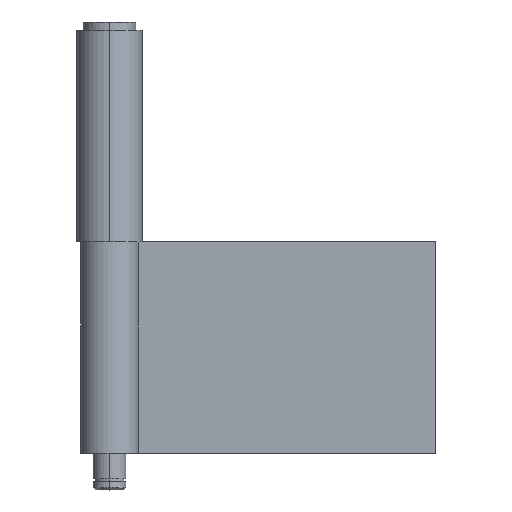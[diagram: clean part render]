
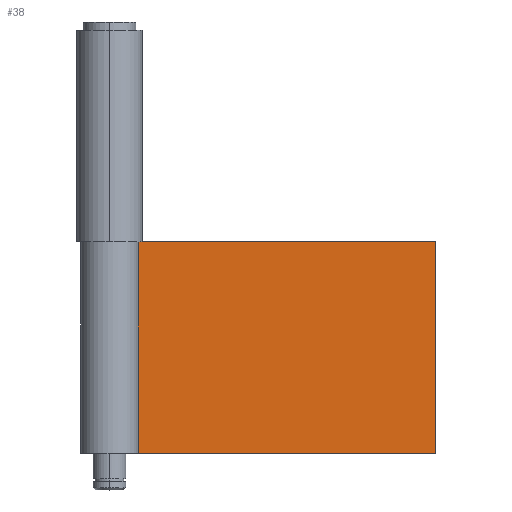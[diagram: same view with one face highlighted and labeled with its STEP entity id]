
A CAD part, top view. The second image highlights one B-rep face of the part: STEP entity #38.
In plain terms, the highlighted planar face has unit normal (0, 0, 1).
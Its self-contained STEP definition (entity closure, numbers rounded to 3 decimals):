
#23 = EDGE_LOOP ( 'NONE', ( #24, #25, #93, #94 ) ) ;
#24 = ORIENTED_EDGE ( 'NONE', *, *, #53, .T. ) ;
#25 = ORIENTED_EDGE ( 'NONE', *, *, #92, .F. ) ;
#38 = ADVANCED_FACE ( 'NONE', ( #197 ), #155, .F. ) ;
#39 = EDGE_CURVE ( 'NONE', #65, #66, #150, .T. ) ;
#48 = VERTEX_POINT ( 'NONE', #314 ) ;
#53 = EDGE_CURVE ( 'NONE', #66, #48, #309, .T. ) ;
#62 = VERTEX_POINT ( 'NONE', #290 ) ;
#65 = VERTEX_POINT ( 'NONE', #268 ) ;
#66 = VERTEX_POINT ( 'NONE', #267 ) ;
#92 = EDGE_CURVE ( 'NONE', #62, #48, #239, .T. ) ;
#93 = ORIENTED_EDGE ( 'NONE', *, *, #140, .F. ) ;
#94 = ORIENTED_EDGE ( 'NONE', *, *, #39, .T. ) ;
#140 = EDGE_CURVE ( 'NONE', #65, #62, #1001, .T. ) ;
#150 = LINE ( 'NONE', #156, #206 ) ;
#151 = DIRECTION ( 'NONE',  ( -1., 0., 0. ) ) ;
#152 = DIRECTION ( 'NONE',  ( 0., 0., -1. ) ) ;
#153 = CARTESIAN_POINT ( 'NONE',  ( 80., 52., -4.1 ) ) ;
#154 = AXIS2_PLACEMENT_3D ( 'NONE', #153, #152, #151 ) ;
#155 = PLANE ( 'NONE',  #154 ) ;
#156 = CARTESIAN_POINT ( 'NONE',  ( 5.797, 52., -4.1 ) ) ;
#197 = FACE_OUTER_BOUND ( 'NONE', #23, .T. ) ;
#205 = DIRECTION ( 'NONE',  ( 0., -1., 0. ) ) ;
#206 = VECTOR ( 'NONE', #205, 1000. ) ;
#236 = DIRECTION ( 'NONE',  ( 0., -1., 0. ) ) ;
#237 = VECTOR ( 'NONE', #236, 1000. ) ;
#238 = CARTESIAN_POINT ( 'NONE',  ( 80., 52., -4.1 ) ) ;
#239 = LINE ( 'NONE', #238, #237 ) ;
#267 = CARTESIAN_POINT ( 'NONE',  ( 5.797, 0., -4.1 ) ) ;
#268 = CARTESIAN_POINT ( 'NONE',  ( 5.797, 52., -4.1 ) ) ;
#290 = CARTESIAN_POINT ( 'NONE',  ( 80., 52., -4.1 ) ) ;
#306 = DIRECTION ( 'NONE',  ( 1., 0., 0. ) ) ;
#307 = VECTOR ( 'NONE', #306, 1000. ) ;
#308 = CARTESIAN_POINT ( 'NONE',  ( 80., 0., -4.1 ) ) ;
#309 = LINE ( 'NONE', #308, #307 ) ;
#314 = CARTESIAN_POINT ( 'NONE',  ( 80., 0., -4.1 ) ) ;
#998 = DIRECTION ( 'NONE',  ( 1., 0., 0. ) ) ;
#999 = VECTOR ( 'NONE', #998, 1000. ) ;
#1000 = CARTESIAN_POINT ( 'NONE',  ( 80., 52., -4.1 ) ) ;
#1001 = LINE ( 'NONE', #1000, #999 ) ;
